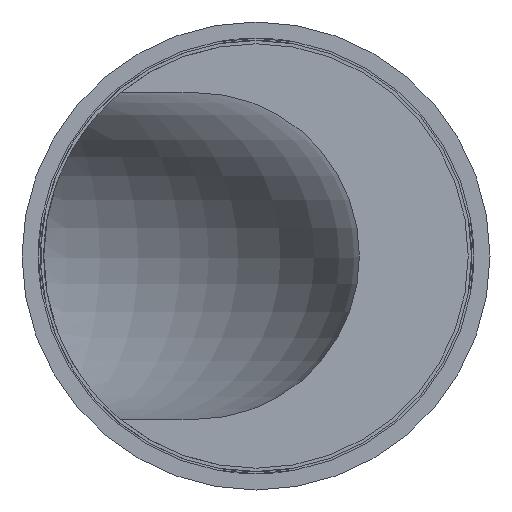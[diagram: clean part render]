
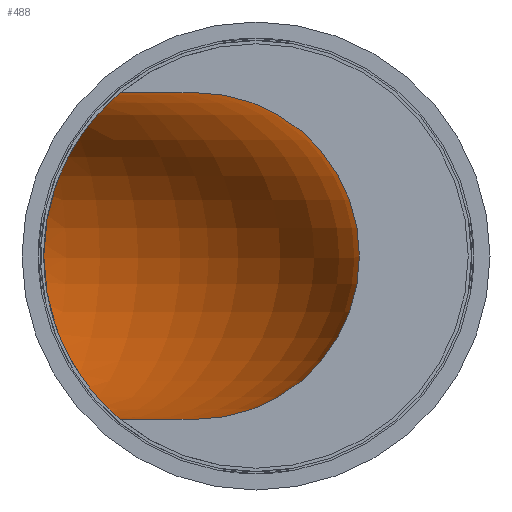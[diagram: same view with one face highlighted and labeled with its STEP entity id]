
A CAD part, front view. The second image highlights one B-rep face of the part: STEP entity #488.
In plain terms, the highlighted toroidal (fillet/blend) face has major radius 2.5 mm and minor radius 1.5 mm.
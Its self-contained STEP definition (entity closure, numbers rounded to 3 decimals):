
#31 = CARTESIAN_POINT ( 'NONE',  ( -1.282, -17.624, 1.471 ) ) ;
#52 = CARTESIAN_POINT ( 'NONE',  ( -1.246, -18.119, 1.5 ) ) ;
#70 = ORIENTED_EDGE ( 'NONE', *, *, #314, .T. ) ;
#199 = DIRECTION ( 'NONE',  ( 0., 0., 1. ) ) ;
#300 = CARTESIAN_POINT ( 'NONE',  ( -1.748, -16.354, 0.889 ) ) ;
#314 = EDGE_CURVE ( 'Defeature ausgef�hrt1_12+Defeature ausgef�hrt1_11+Defeature ausgef�hrt1_9+Defeature ausgef�hrt1_10', #2640, #2082, #2679, .T. ) ;
#338 = CARTESIAN_POINT ( 'NONE',  ( -1.893, -16.098, -0.481 ) ) ;
#349 = CARTESIAN_POINT ( 'NONE',  ( -1.893, -16.1, 0.484 ) ) ;
#488 = ADVANCED_FACE ( 'Defeature ausgef�hrt1_12', ( #2338 ), #3514, .F. ) ;
#623 = CARTESIAN_POINT ( 'NONE',  ( -1.288, -17.627, -1.464 ) ) ;
#820 = CARTESIAN_POINT ( 'NONE',  ( -3.05, -19.85, 0. ) ) ;
#831 = CARTESIAN_POINT ( 'NONE',  ( -3.05, -19.85, -1.5 ) ) ;
#885 = CIRCLE ( 'NONE', #3412, 2.5 ) ;
#908 = CARTESIAN_POINT ( 'NONE',  ( -1.406, -17.157, 1.353 ) ) ;
#928 = EDGE_CURVE ( 'Defeature ausgef�hrt1_9+Defeature ausgef�hrt1_12+Defeature ausgef�hrt1_11+Defeature ausgef�hrt1_2', #2640, #3690, #885, .T. ) ;
#1012 = EDGE_CURVE ( 'Defeature ausgef�hrt1_12+Defeature ausgef�hrt1_2+Defeature ausgef�hrt1_10+Defeature ausgef�hrt1_9', #2046, #3690, #2044, .T. ) ;
#1023 = CARTESIAN_POINT ( 'NONE',  ( -1.246, -18.119, -1.5 ) ) ;
#1125 = DIRECTION ( 'NONE',  ( 0., 0., 1. ) ) ;
#1174 = EDGE_CURVE ( 'Defeature ausgef�hrt1_12+Defeature ausgef�hrt1_10+Defeature ausgef�hrt1_11+Defeature ausgef�hrt1_2', #2082, #2046, #2680, .T. ) ;
#1192 = CARTESIAN_POINT ( 'NONE',  ( -0.55, -19.85, 0. ) ) ;
#1268 = EDGE_LOOP ( 'NONE', ( #2793, #1572, #70, #2944 ) ) ;
#1405 = CARTESIAN_POINT ( 'NONE',  ( -3.05, -19.85, 1.5 ) ) ;
#1499 = DIRECTION ( 'NONE',  ( 0., -1., 0. ) ) ;
#1503 = CARTESIAN_POINT ( 'NONE',  ( -1.406, -17.157, -1.353 ) ) ;
#1529 = CARTESIAN_POINT ( 'NONE',  ( -1.246, -17.995, -1.5 ) ) ;
#1572 = ORIENTED_EDGE ( 'NONE', *, *, #928, .F. ) ;
#1610 = AXIS2_PLACEMENT_3D ( 'NONE', #1405, #199, #3544 ) ;
#1801 = CARTESIAN_POINT ( 'NONE',  ( -1.483, -16.937, 1.268 ) ) ;
#1812 = CARTESIAN_POINT ( 'NONE',  ( -1.524, -16.833, -1.218 ) ) ;
#1830 = CARTESIAN_POINT ( 'NONE',  ( -0.55, -19.85, -1.5 ) ) ;
#1837 = CARTESIAN_POINT ( 'NONE',  ( -1.246, -18.119, -1.5 ) ) ;
#1849 = CARTESIAN_POINT ( 'NONE',  ( -1.37, -17.273, -1.388 ) ) ;
#1932 = AXIS2_PLACEMENT_3D ( 'NONE', #820, #2333, #2996 ) ;
#2044 = B_SPLINE_CURVE_WITH_KNOTS ( 'NONE', 3,
 ( #52, #3951, #31, #3647, #908, #1801, #3372, #2089, #300, #3386, #349, #3356, #2394, #2440, #2704, #338, #2102, #2724, #3052, #1812, #3080, #1503, #1849, #3339, #623, #3399, #1529, #1837 ),
 .UNSPECIFIED., .F., .F.,
 ( 4, 2, 2, 2, 2, 2, 2, 2, 2, 2, 2, 2, 2, 4 ),
 ( 0.008, 0.009, 0.009, 0.009, 0.01, 0.011, 0.011, 0.011, 0.012, 0.012, 0.013, 0.013, 0.014, 0.014 ),
 .UNSPECIFIED. ) ;
#2046 = VERTEX_POINT ( 'NONE', #2494 ) ;
#2082 = VERTEX_POINT ( 'NONE', #3776 ) ;
#2089 = CARTESIAN_POINT ( 'NONE',  ( -1.654, -16.534, 1.043 ) ) ;
#2102 = CARTESIAN_POINT ( 'NONE',  ( -1.861, -16.153, -0.591 ) ) ;
#2333 = DIRECTION ( 'NONE',  ( 0., 0., 1. ) ) ;
#2338 = FACE_OUTER_BOUND ( 'NONE', #1268, .T. ) ;
#2374 = DIRECTION ( 'NONE',  ( 1., 0., 0. ) ) ;
#2394 = CARTESIAN_POINT ( 'NONE',  ( -1.95, -16.004, 0.127 ) ) ;
#2440 = CARTESIAN_POINT ( 'NONE',  ( -1.95, -16.004, -0.122 ) ) ;
#2494 = CARTESIAN_POINT ( 'NONE',  ( -1.246, -18.119, 1.5 ) ) ;
#2630 = AXIS2_PLACEMENT_3D ( 'NONE', #1192, #1499, #3037 ) ;
#2640 = VERTEX_POINT ( 'NONE', #1830 ) ;
#2679 = CIRCLE ( 'NONE', #2630, 1.5 ) ;
#2680 = CIRCLE ( 'NONE', #1610, 2.5 ) ;
#2704 = CARTESIAN_POINT ( 'NONE',  ( -1.938, -16.024, -0.247 ) ) ;
#2724 = CARTESIAN_POINT ( 'NONE',  ( -1.749, -16.353, -0.888 ) ) ;
#2793 = ORIENTED_EDGE ( 'NONE', *, *, #1012, .T. ) ;
#2944 = ORIENTED_EDGE ( 'NONE', *, *, #1174, .T. ) ;
#2996 = DIRECTION ( 'NONE',  ( 1., 0., 0. ) ) ;
#3037 = DIRECTION ( 'NONE',  ( 0., 0., -1. ) ) ;
#3052 = CARTESIAN_POINT ( 'NONE',  ( -1.655, -16.532, -1.042 ) ) ;
#3080 = CARTESIAN_POINT ( 'NONE',  ( -1.483, -16.938, -1.268 ) ) ;
#3339 = CARTESIAN_POINT ( 'NONE',  ( -1.312, -17.507, -1.444 ) ) ;
#3356 = CARTESIAN_POINT ( 'NONE',  ( -1.938, -16.024, 0.25 ) ) ;
#3372 = CARTESIAN_POINT ( 'NONE',  ( -1.524, -16.833, 1.218 ) ) ;
#3386 = CARTESIAN_POINT ( 'NONE',  ( -1.861, -16.154, 0.592 ) ) ;
#3399 = CARTESIAN_POINT ( 'NONE',  ( -1.255, -17.87, -1.493 ) ) ;
#3412 = AXIS2_PLACEMENT_3D ( 'NONE', #831, #1125, #2374 ) ;
#3514 = TOROIDAL_SURFACE ( 'NONE', #1932, 2.5, 1.5 ) ;
#3544 = DIRECTION ( 'NONE',  ( 1., 0., 0. ) ) ;
#3647 = CARTESIAN_POINT ( 'NONE',  ( -1.37, -17.272, 1.388 ) ) ;
#3690 = VERTEX_POINT ( 'NONE', #1023 ) ;
#3776 = CARTESIAN_POINT ( 'NONE',  ( -0.55, -19.85, 1.5 ) ) ;
#3951 = CARTESIAN_POINT ( 'NONE',  ( -1.246, -17.872, 1.5 ) ) ;
